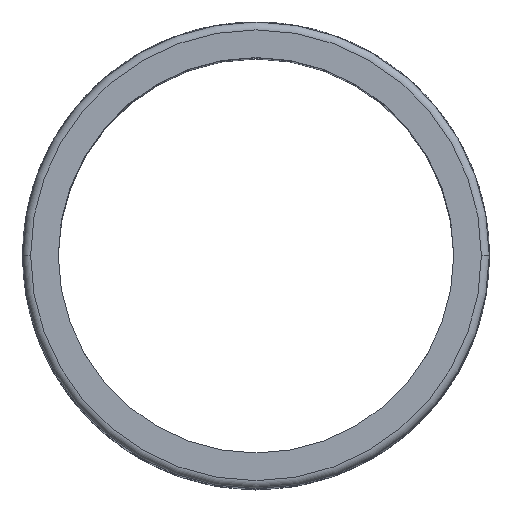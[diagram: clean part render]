
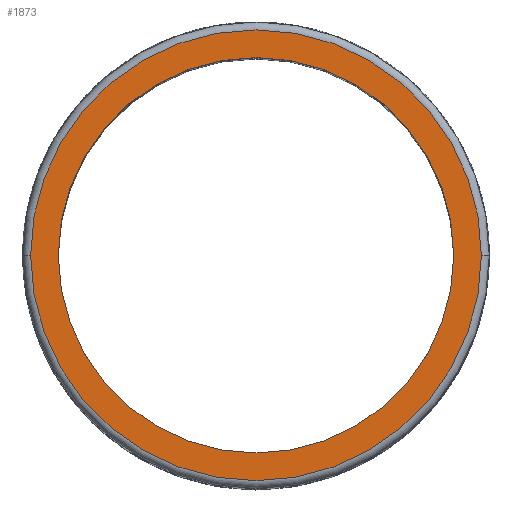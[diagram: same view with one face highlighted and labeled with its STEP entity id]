
A CAD part, top view. The second image highlights one B-rep face of the part: STEP entity #1873.
In plain terms, the highlighted planar face has unit normal (0, 0, 1).
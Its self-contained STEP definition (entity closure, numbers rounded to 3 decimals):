
#21 = EDGE_CURVE ( 'NONE', #12739, #30506, #14002, .T. ) ;
#1873 = ADVANCED_FACE ( 'NONE', ( #18900, #40877 ), #4869, .T. ) ;
#2544 = AXIS2_PLACEMENT_3D ( 'NONE', #36233, #42944, #43104 ) ;
#3061 = ORIENTED_EDGE ( 'NONE', *, *, #30899, .F. ) ;
#4271 = DIRECTION ( 'NONE',  ( 1., 0., 0. ) ) ;
#4869 = PLANE ( 'NONE',  #31622 ) ;
#5711 = CIRCLE ( 'NONE', #24393, 25. ) ;
#8204 = EDGE_CURVE ( 'NONE', #30506, #12739, #30750, .T. ) ;
#9847 = EDGE_LOOP ( 'NONE', ( #41500, #10343 ) ) ;
#10093 = DIRECTION ( 'NONE',  ( 1., 0., 0. ) ) ;
#10343 = ORIENTED_EDGE ( 'NONE', *, *, #21, .T. ) ;
#12739 = VERTEX_POINT ( 'NONE', #31892 ) ;
#14002 = CIRCLE ( 'NONE', #2544, 28.5 ) ;
#15470 = DIRECTION ( 'NONE',  ( 0., 0., 1. ) ) ;
#17280 = DIRECTION ( 'NONE',  ( 0., 0., 1. ) ) ;
#18900 = FACE_OUTER_BOUND ( 'NONE', #9847, .T. ) ;
#20648 = DIRECTION ( 'NONE',  ( 0., 0., 1. ) ) ;
#20948 = CARTESIAN_POINT ( 'NONE',  ( 25., 0., 0. ) ) ;
#21089 = ORIENTED_EDGE ( 'NONE', *, *, #39573, .F. ) ;
#21424 = DIRECTION ( 'NONE',  ( 1., 0., 0. ) ) ;
#21740 = CARTESIAN_POINT ( 'NONE',  ( 0., 0., 0. ) ) ;
#24393 = AXIS2_PLACEMENT_3D ( 'NONE', #36181, #15470, #4271 ) ;
#26129 = AXIS2_PLACEMENT_3D ( 'NONE', #31985, #17280, #45338 ) ;
#28690 = CARTESIAN_POINT ( 'NONE',  ( 28.5, 0., 0. ) ) ;
#30506 = VERTEX_POINT ( 'NONE', #28690 ) ;
#30750 = CIRCLE ( 'NONE', #38484, 28.5 ) ;
#30899 = EDGE_CURVE ( 'NONE', #31973, #34809, #36701, .T. ) ;
#31622 = AXIS2_PLACEMENT_3D ( 'NONE', #36471, #20648, #10093 ) ;
#31892 = CARTESIAN_POINT ( 'NONE',  ( -28.5, 0., 0. ) ) ;
#31973 = VERTEX_POINT ( 'NONE', #20948 ) ;
#31985 = CARTESIAN_POINT ( 'NONE',  ( 0., 0., 0. ) ) ;
#34809 = VERTEX_POINT ( 'NONE', #38576 ) ;
#36181 = CARTESIAN_POINT ( 'NONE',  ( 0., 0., 0. ) ) ;
#36233 = CARTESIAN_POINT ( 'NONE',  ( 0., 0., 0. ) ) ;
#36471 = CARTESIAN_POINT ( 'NONE',  ( 0., 0., 0. ) ) ;
#36701 = CIRCLE ( 'NONE', #26129, 25. ) ;
#38484 = AXIS2_PLACEMENT_3D ( 'NONE', #21740, #42596, #21424 ) ;
#38576 = CARTESIAN_POINT ( 'NONE',  ( -25., 0., 0. ) ) ;
#39259 = EDGE_LOOP ( 'NONE', ( #3061, #21089 ) ) ;
#39573 = EDGE_CURVE ( 'NONE', #34809, #31973, #5711, .T. ) ;
#40877 = FACE_BOUND ( 'NONE', #39259, .T. ) ;
#41500 = ORIENTED_EDGE ( 'NONE', *, *, #8204, .T. ) ;
#42596 = DIRECTION ( 'NONE',  ( 0., 0., 1. ) ) ;
#42944 = DIRECTION ( 'NONE',  ( 0., 0., 1. ) ) ;
#43104 = DIRECTION ( 'NONE',  ( 1., 0., 0. ) ) ;
#45338 = DIRECTION ( 'NONE',  ( 1., 0., 0. ) ) ;
